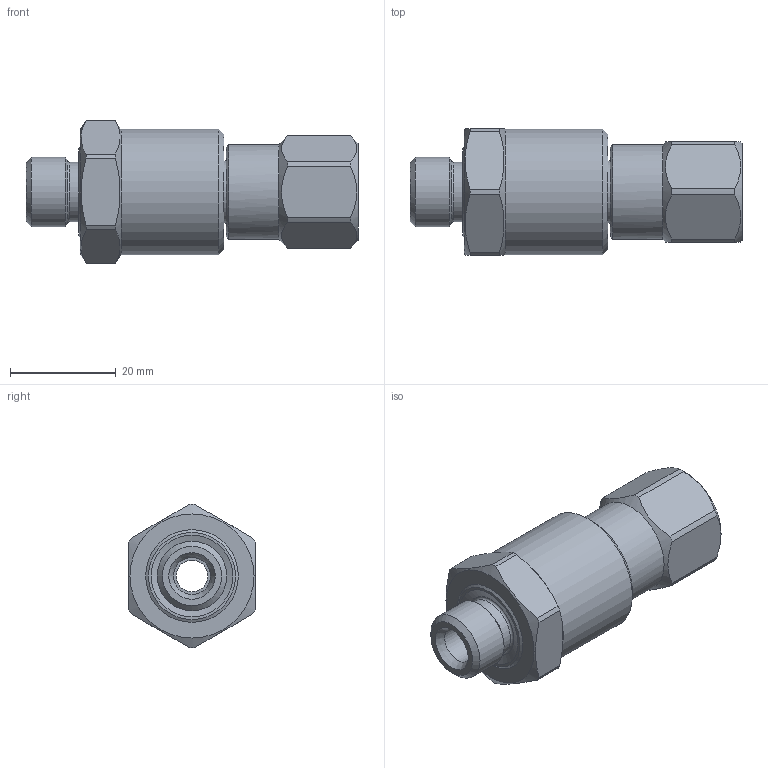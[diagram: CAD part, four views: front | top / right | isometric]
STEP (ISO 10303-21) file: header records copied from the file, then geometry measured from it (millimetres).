
FILE_DESCRIPTION(/* description */ (''),/* implementation_level */ '2;1');
FILE_NAME(/* name */ '32.512.stp',/* time_stamp */ '2019-06-20T13:04:43+02:00',/* author */ ('l.rutz'),/* organization */ (''),/* preprocessor_version */ 'ST-DEVELOPER v16.1',/* originating_system */ 'Autodesk Inventor 2016',/* authorisation */ '');
FILE_SCHEMA (('AUTOMOTIVE_DESIGN { 1 0 10303 214 3 1 1 }'));
Length unit declared in the file: millimetre
Products named in the file (1): 32.512-1
Bounding box: 62.9 x 24 x 27.2 mm (x, y, z)
Volume: 17734.8 mm3; surface area: 6850.4 mm2
Topology: 1 solids, 1 shells, 88 faces, 213 edges, 136 vertices
Faces by surface type: plane 41, cylinder 24, cone 20, torus 3
Full cylindrical faces by diameter (mm): 6 x1, 6.4 x1, 7 x1, 8 x1, 8.1 x1, 8.5 x1, 11.2 x1, 11.445 x1, 11.85 x1, 13.16 x1, 18 x1, 23.8 x1
Entity records: 2417 total; most frequent: CARTESIAN_POINT 457, DIRECTION 390, ORIENTED_EDGE 338, EDGE_CURVE 169, AXIS2_PLACEMENT_3D 168, EDGE_LOOP 134, VERTEX_POINT 127, STYLED_ITEM 89
